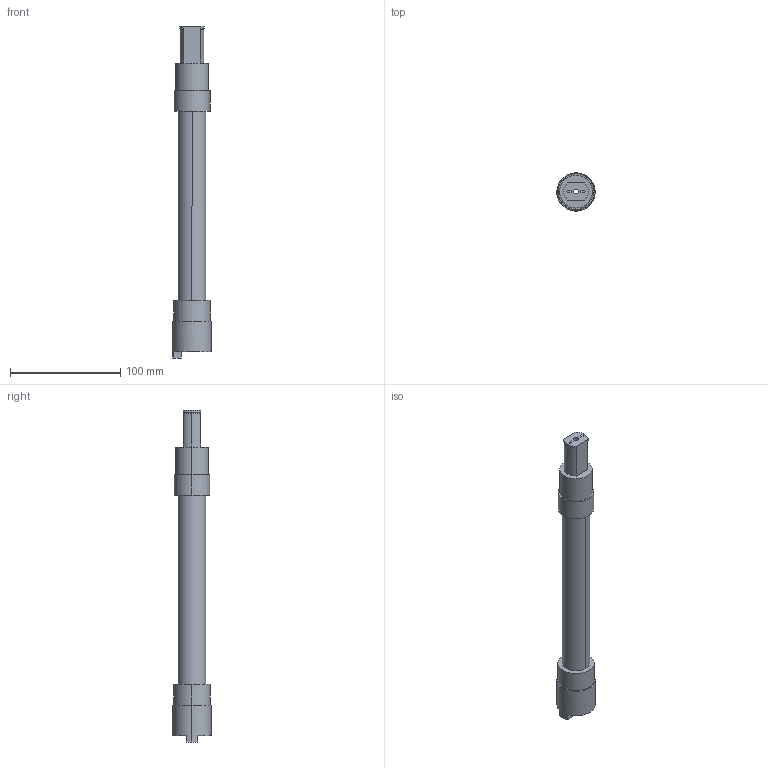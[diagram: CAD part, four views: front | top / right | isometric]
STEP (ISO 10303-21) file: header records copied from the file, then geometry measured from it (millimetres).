
FILE_DESCRIPTION(('STEP AP214'),'1');
FILE_NAME('cctmp_2B004760-C815-4CDD-B501-2CCF21AAD5C8_2022_10_31_14_35_05_0923..stp','2022-10-31T13:35:06',('Praher Valves GmbH'),('CADClick - www.CADClick.com'),'Spatial InterOp 3D',' ','unknown authorization');
FILE_SCHEMA(('AUTOMOTIVE_DESIGN'));
Length unit declared in the file: millimetre
Products named in the file (1): 125427
Bounding box: 34.8 x 34.8 x 301.8 mm (x, y, z)
Volume: 83054.6 mm3; surface area: 45683.4 mm2
Topology: 1 solids, 1 shells, 92 faces, 221 edges, 142 vertices
Faces by surface type: cylinder 42, plane 30, torus 20
Entity records: 3625 total; most frequent: CARTESIAN_POINT 656, DIRECTION 491, ORIENTED_EDGE 442, EDGE_CURVE 221, AXIS2_PLACEMENT_3D 197, VERTEX_POINT 142, EDGE_LOOP 105, CIRCLE 104
